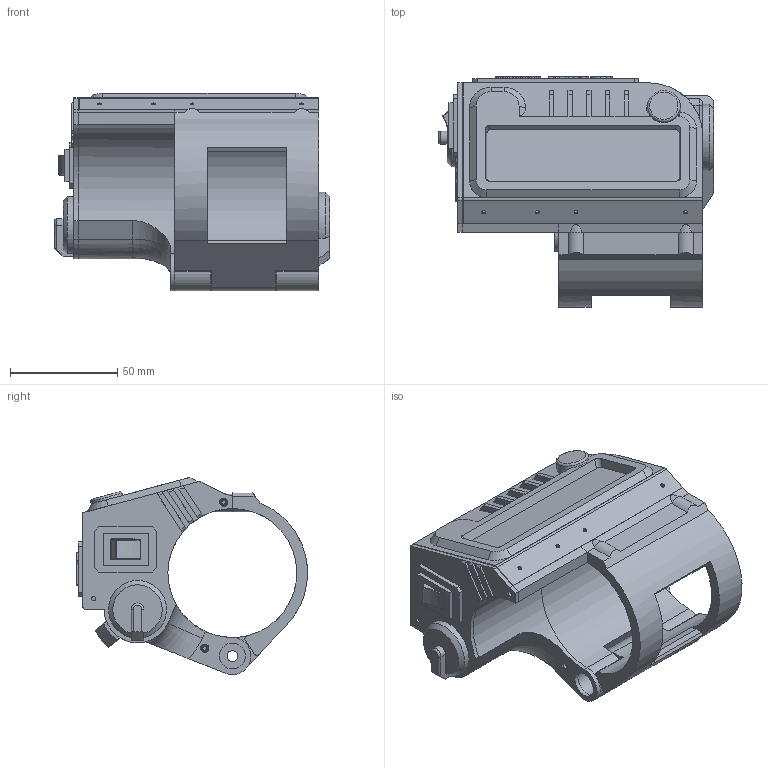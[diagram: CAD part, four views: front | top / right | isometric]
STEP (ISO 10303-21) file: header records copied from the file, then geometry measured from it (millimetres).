
FILE_DESCRIPTION(/* description */ ('STEP AP214'),/* implementation_level */ '2;1');
FILE_NAME(/* name */ 'PIP BOY WATCH v11.step',/* time_stamp */ '2025-08-17T20:55:54+05:30',/* author */ (''),/* organization */ (''),/* preprocessor_version */ 'ST-DEVELOPER v20.1',/* originating_system */ 'Autodesk Translation Framework v14.10.0.0',/* authorisation */ '');
FILE_SCHEMA (('AUTOMOTIVE_DESIGN { 1 0 10303 214 3 1 1 }'));
Length unit declared in the file: millimetre
Products named in the file (13): Pip-boy 3000 Mark 4; T DISPLAY LONG; SWITCH-TS24CA; H2_ASM; HP1_25MM-2P-SMT-HORIZONTAL; BODY; Component83; NAMEPLATE; LOWER; FRONT LID; SIDE LID; EXTENSION PART; 8
Assembly tree (12 placements, depth 3):
  Pip-boy 3000 Mark 4
    T DISPLAY LONG
      SWITCH-TS24CA
      H2_ASM
      HP1_25MM-2P-SMT-HORIZONTAL
    BODY
      Component83
    NAMEPLATE
    LOWER
    FRONT LID
    SIDE LID
    EXTENSION PART
    8
Bounding box: 128 x 107.46 x 91.77 mm (x, y, z)
Volume: 174607.6 mm3; surface area: 132545.7 mm2
Topology: 55 solids, 55 shells, 1277 faces, 3235 edges, 2118 vertices
Faces by surface type: plane 967, cylinder 169, bspline 110, cone 25, torus 4, sphere 2
Full cylindrical faces by diameter (mm): 0.5 x2, 1 x2, 1.8 x27, 1.84 x1, 2 x7, 2.8 x1, 2.84 x1, 5 x2, 5.5 x1, 6.2 x4, 12 x3
Entity records: 41507 total; most frequent: CARTESIAN_POINT 10440, ORIENTED_EDGE 6470, DIRECTION 5772, EDGE_CURVE 3235, LINE 2582, VECTOR 2582, VERTEX_POINT 2118, AXIS2_PLACEMENT_3D 1595
